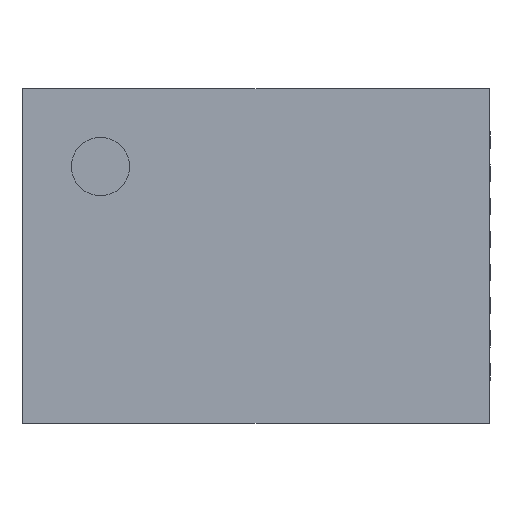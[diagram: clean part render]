
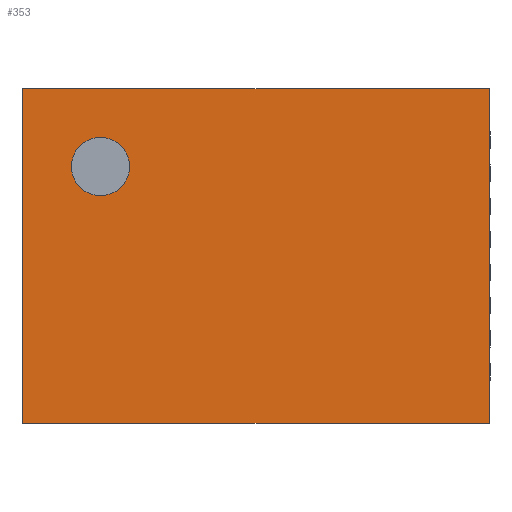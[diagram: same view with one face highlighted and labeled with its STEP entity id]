
A CAD part, top view. The second image highlights one B-rep face of the part: STEP entity #353.
In plain terms, the highlighted planar face has unit normal (0, 0, 1).
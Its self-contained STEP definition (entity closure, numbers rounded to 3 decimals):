
#289 = VERTEX_POINT('',#290);
#290 = CARTESIAN_POINT('',(0.,0.,0.9));
#305 = VERTEX_POINT('',#306);
#306 = CARTESIAN_POINT('',(0.,5.05,0.9));
#312 = EDGE_CURVE('',#289,#305,#313,.T.);
#313 = LINE('',#314,#315);
#314 = CARTESIAN_POINT('',(0.,0.,0.9));
#315 = VECTOR('',#316,1.);
#316 = DIRECTION('',(-0.,1.,0.));
#335 = EDGE_CURVE('',#289,#336,#338,.T.);
#336 = VERTEX_POINT('',#337);
#337 = CARTESIAN_POINT('',(7.05,0.,0.9));
#338 = LINE('',#339,#340);
#339 = CARTESIAN_POINT('',(0.,0.,0.9));
#340 = VECTOR('',#341,1.);
#341 = DIRECTION('',(1.,0.,-0.));
#353 = ADVANCED_FACE('',(#354,#372),#383,.T.);
#354 = FACE_BOUND('',#355,.T.);
#355 = EDGE_LOOP('',(#356,#357,#358,#366));
#356 = ORIENTED_EDGE('',*,*,#312,.F.);
#357 = ORIENTED_EDGE('',*,*,#335,.T.);
#358 = ORIENTED_EDGE('',*,*,#359,.T.);
#359 = EDGE_CURVE('',#336,#360,#362,.T.);
#360 = VERTEX_POINT('',#361);
#361 = CARTESIAN_POINT('',(7.05,5.05,0.9));
#362 = LINE('',#363,#364);
#363 = CARTESIAN_POINT('',(7.05,0.,0.9));
#364 = VECTOR('',#365,1.);
#365 = DIRECTION('',(-0.,1.,0.));
#366 = ORIENTED_EDGE('',*,*,#367,.F.);
#367 = EDGE_CURVE('',#305,#360,#368,.T.);
#368 = LINE('',#369,#370);
#369 = CARTESIAN_POINT('',(0.,5.05,0.9));
#370 = VECTOR('',#371,1.);
#371 = DIRECTION('',(1.,0.,-0.));
#372 = FACE_BOUND('',#373,.T.);
#373 = EDGE_LOOP('',(#374));
#374 = ORIENTED_EDGE('',*,*,#375,.F.);
#375 = EDGE_CURVE('',#376,#376,#378,.T.);
#376 = VERTEX_POINT('',#377);
#377 = CARTESIAN_POINT('',(1.616,3.875,0.9));
#378 = CIRCLE('',#379,0.441);
#379 = AXIS2_PLACEMENT_3D('',#380,#381,#382);
#380 = CARTESIAN_POINT('',(1.175,3.875,0.9));
#381 = DIRECTION('',(0.,0.,1.));
#382 = DIRECTION('',(1.,0.,-0.));
#383 = PLANE('',#384);
#384 = AXIS2_PLACEMENT_3D('',#385,#386,#387);
#385 = CARTESIAN_POINT('',(0.,0.,0.9));
#386 = DIRECTION('',(0.,0.,1.));
#387 = DIRECTION('',(1.,0.,-0.));
